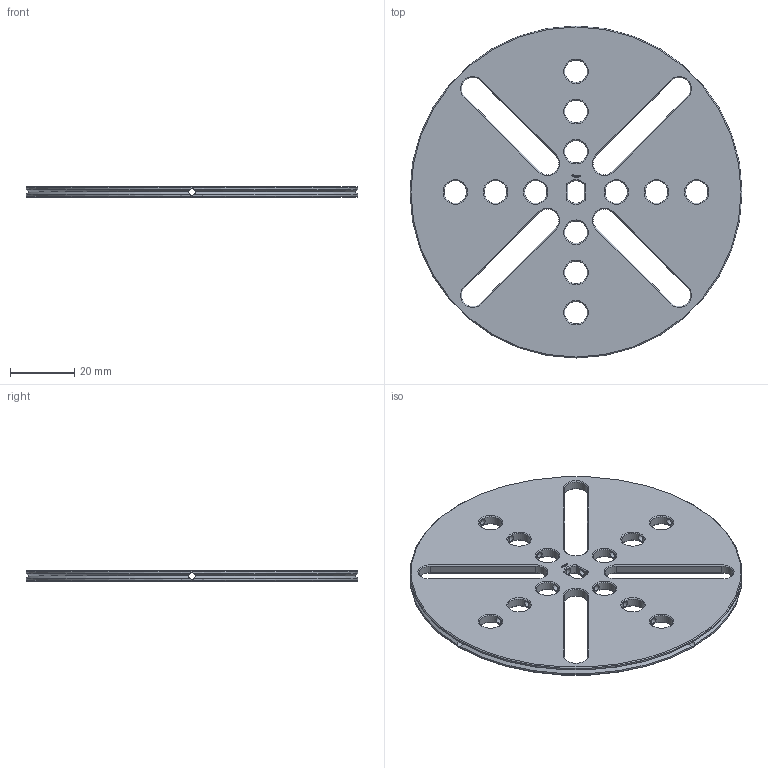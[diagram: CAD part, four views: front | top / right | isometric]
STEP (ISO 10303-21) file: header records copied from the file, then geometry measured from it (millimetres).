
FILE_DESCRIPTION(('FreeCAD Model'),'2;1');
FILE_NAME('Open CASCADE Shape Model','2023-11-14T00:38:11',(''),(''), 'Open CASCADE STEP processor 7.6','FreeCAD','Unknown');
FILE_SCHEMA(('AUTOMOTIVE_DESIGN { 1 0 10303 214 1 1 1 1 }'));
Length unit declared in the file: millimetre
Products named in the file (1): Washer FXD OCT BU08.25x00.25 - SPN-WSR-0030 (stemfie.org)
Bounding box: 103.12 x 103.12 x 3.12 mm (x, y, z)
Volume: 20529.8 mm3; surface area: 17138.3 mm2
Topology: 1 solids, 1 shells, 628 faces, 1764 edges, 1154 vertices
Faces by surface type: plane 336, extrusion 198, cone 54, cylinder 40
Full cylindrical faces by diameter (mm): 2 x16, 7 x12, 103.125 x2
Entity records: 48131 total; most frequent: CARTESIAN_POINT 14492, DIRECTION 5384, VECTOR 4280, LINE 4082, ORIENTED_EDGE 3528, PCURVE 3528, DEFINITIONAL_REPRESENTATION 3528, EDGE_CURVE 1764
